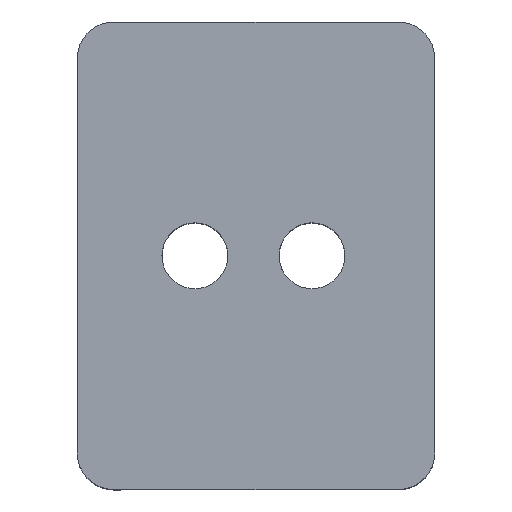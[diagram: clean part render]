
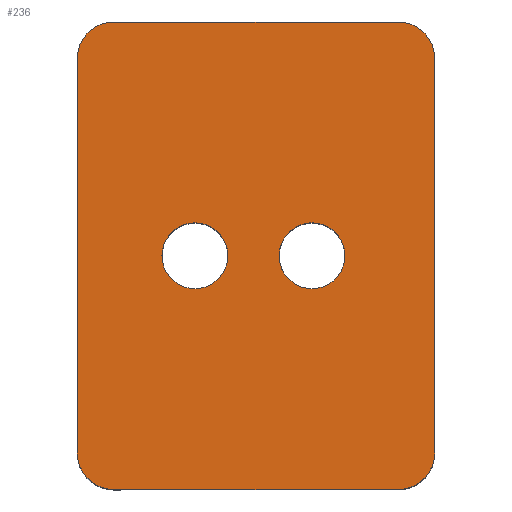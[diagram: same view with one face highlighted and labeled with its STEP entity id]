
A CAD part, top view. The second image highlights one B-rep face of the part: STEP entity #236.
In plain terms, the highlighted planar face has unit normal (0, 0, 1).
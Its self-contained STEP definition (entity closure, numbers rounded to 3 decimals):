
#16=FACE_BOUND('',#43,.T.);
#17=FACE_BOUND('',#44,.T.);
#20=ELLIPSE('',#269,2.25,2.25);
#22=PLANE('',#265);
#29=FACE_OUTER_BOUND('',#42,.T.);
#42=EDGE_LOOP('',(#167,#168,#169,#170,#171,#172,#173,#174));
#43=EDGE_LOOP('',(#175,#176));
#44=EDGE_LOOP('',(#177));
#60=LINE('',#373,#79);
#61=LINE('',#377,#80);
#62=LINE('',#381,#81);
#63=LINE('',#384,#82);
#79=VECTOR('',#300,10.);
#80=VECTOR('',#303,10.);
#81=VECTOR('',#306,10.);
#82=VECTOR('',#309,10.);
#97=CIRCLE('',#264,2.5);
#98=CIRCLE('',#266,2.5);
#99=CIRCLE('',#267,2.5);
#100=CIRCLE('',#268,2.5);
#101=CIRCLE('',#270,2.25);
#102=CIRCLE('',#271,2.25);
#110=VERTEX_POINT('',#366);
#111=VERTEX_POINT('',#368);
#112=VERTEX_POINT('',#372);
#113=VERTEX_POINT('',#374);
#114=VERTEX_POINT('',#376);
#115=VERTEX_POINT('',#378);
#116=VERTEX_POINT('',#380);
#117=VERTEX_POINT('',#382);
#118=VERTEX_POINT('',#385);
#119=VERTEX_POINT('',#386);
#120=VERTEX_POINT('',#389);
#132=EDGE_CURVE('',#110,#111,#97,.T.);
#134=EDGE_CURVE('',#110,#112,#60,.T.);
#135=EDGE_CURVE('',#113,#112,#98,.T.);
#136=EDGE_CURVE('',#113,#114,#61,.T.);
#137=EDGE_CURVE('',#115,#114,#99,.T.);
#138=EDGE_CURVE('',#116,#115,#62,.T.);
#139=EDGE_CURVE('',#117,#116,#100,.T.);
#140=EDGE_CURVE('',#111,#117,#63,.T.);
#141=EDGE_CURVE('',#118,#119,#20,.T.);
#142=EDGE_CURVE('',#119,#118,#101,.T.);
#143=EDGE_CURVE('',#120,#120,#102,.T.);
#167=ORIENTED_EDGE('',*,*,#132,.F.);
#168=ORIENTED_EDGE('',*,*,#134,.T.);
#169=ORIENTED_EDGE('',*,*,#135,.F.);
#170=ORIENTED_EDGE('',*,*,#136,.T.);
#171=ORIENTED_EDGE('',*,*,#137,.F.);
#172=ORIENTED_EDGE('',*,*,#138,.F.);
#173=ORIENTED_EDGE('',*,*,#139,.F.);
#174=ORIENTED_EDGE('',*,*,#140,.F.);
#175=ORIENTED_EDGE('',*,*,#141,.T.);
#176=ORIENTED_EDGE('',*,*,#142,.T.);
#177=ORIENTED_EDGE('',*,*,#143,.T.);
#236=ADVANCED_FACE('',(#29,#16,#17),#22,.F.);
#264=AXIS2_PLACEMENT_3D('',#369,#295,#296);
#265=AXIS2_PLACEMENT_3D('',#371,#298,#299);
#266=AXIS2_PLACEMENT_3D('',#375,#301,#302);
#267=AXIS2_PLACEMENT_3D('',#379,#304,#305);
#268=AXIS2_PLACEMENT_3D('',#383,#307,#308);
#269=AXIS2_PLACEMENT_3D('',#387,#310,#311);
#270=AXIS2_PLACEMENT_3D('',#388,#312,#313);
#271=AXIS2_PLACEMENT_3D('',#390,#314,#315);
#295=DIRECTION('center_axis',(0.,0.,
-1.));
#296=DIRECTION('ref_axis',(-0.707,-0.707,0.));
#298=DIRECTION('center_axis',(0.,0.,
-1.));
#299=DIRECTION('ref_axis',(-1.,0.,0.));
#300=DIRECTION('',(1.,0.,0.));
#301=DIRECTION('center_axis',(0.,0.,
-1.));
#302=DIRECTION('ref_axis',(0.707,-0.707,0.));
#303=DIRECTION('',(0.,1.,0.));
#304=DIRECTION('center_axis',(0.,0.,
-1.));
#305=DIRECTION('ref_axis',(0.707,0.707,0.));
#306=DIRECTION('',(1.,0.,0.));
#307=DIRECTION('center_axis',(0.,0.,
-1.));
#308=DIRECTION('ref_axis',(-0.707,0.707,0.));
#309=DIRECTION('',(0.,1.,0.));
#310=DIRECTION('center_axis',(0.,0.,
-1.));
#311=DIRECTION('ref_axis',(0.,-1.,0.));
#312=DIRECTION('center_axis',(0.,0.,
-1.));
#313=DIRECTION('ref_axis',(-1.,0.,0.));
#314=DIRECTION('center_axis',(0.,0.,
-1.));
#315=DIRECTION('ref_axis',(-1.,0.,0.));
#366=CARTESIAN_POINT('',(23.059,-3.27,17.78));
#368=CARTESIAN_POINT('',(20.559,-0.77,17.78));
#369=CARTESIAN_POINT('Origin',(23.059,-0.77,17.78));
#371=CARTESIAN_POINT('Origin',(-31.34,22.644,17.78));
#372=CARTESIAN_POINT('',(42.487,-3.27,17.78));
#373=CARTESIAN_POINT('',(20.559,-3.27,17.78));
#374=CARTESIAN_POINT('',(44.987,-0.77,17.78));
#375=CARTESIAN_POINT('Origin',(42.487,-0.77,17.78));
#376=CARTESIAN_POINT('',(44.987,26.17,17.78));
#377=CARTESIAN_POINT('',(44.987,-3.27,17.78));
#378=CARTESIAN_POINT('',(42.487,28.67,17.78));
#379=CARTESIAN_POINT('Origin',(42.487,26.17,17.78));
#380=CARTESIAN_POINT('',(23.059,28.67,17.78));
#381=CARTESIAN_POINT('',(20.559,28.67,17.78));
#382=CARTESIAN_POINT('',(20.559,26.17,17.78));
#383=CARTESIAN_POINT('Origin',(23.059,26.17,17.78));
#384=CARTESIAN_POINT('',(20.559,-3.27,17.78));
#385=CARTESIAN_POINT('',(36.6,10.45,17.78));
#386=CARTESIAN_POINT('',(36.6,14.95,17.78));
#387=CARTESIAN_POINT('Origin',(36.599,12.7,17.78));
#388=CARTESIAN_POINT('Origin',(36.6,12.7,17.78));
#389=CARTESIAN_POINT('',(30.85,12.7,17.78));
#390=CARTESIAN_POINT('Origin',(28.6,12.7,17.78));
